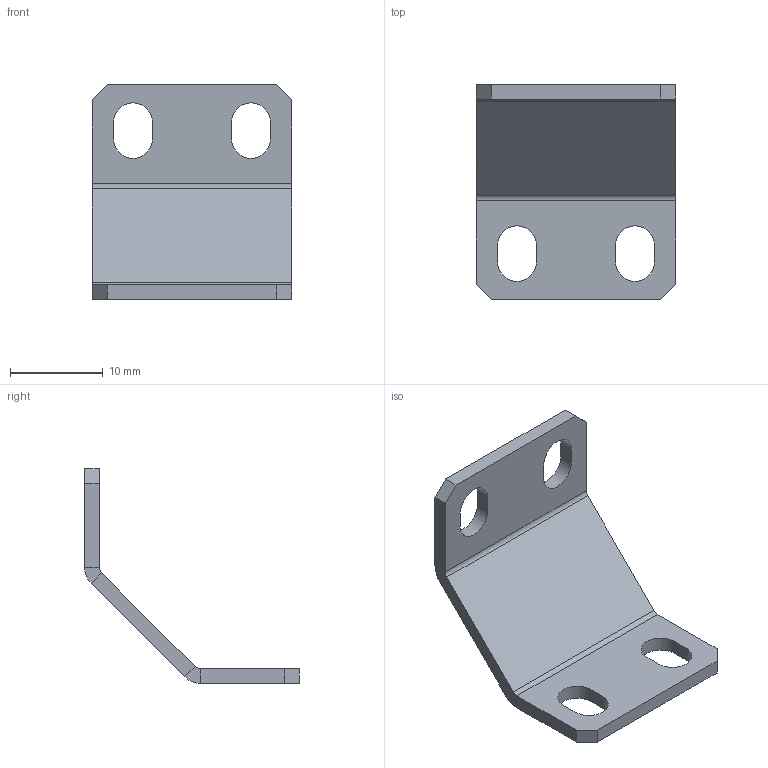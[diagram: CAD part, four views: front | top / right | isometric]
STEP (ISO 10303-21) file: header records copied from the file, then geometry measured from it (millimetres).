
FILE_DESCRIPTION(/* description */ ('STEP AP203'),/* implementation_level */ '2;1');
FILE_NAME(/* name */ '90 Deg Gusset 3d.ipt.step',/* time_stamp */ '2020-04-16T23:03:27-04:00',/* author */ (''),/* organization */ (''),/* preprocessor_version */ 'ST-DEVELOPER v17',/* originating_system */ 'Autodesk Inventor 2019',/* authorisation */ '');
FILE_SCHEMA (('AUTOMOTIVE_DESIGN { 1 0 10303 214 3 1 1 }'));
Length unit declared in the file: inch
Products named in the file (1): 90 Deg Gusset 3d
Bounding box: 21.44 x 23.11 x 23.11 mm (x, y, z)
Volume: 1142.4 mm3; surface area: 1737.5 mm2
Topology: 1 solids, 1 shells, 42 faces, 133 edges, 118 vertices
Faces by surface type: plane 30, cylinder 12
Entity records: 1472 total; most frequent: CARTESIAN_POINT 277, DIRECTION 246, ORIENTED_EDGE 208, EDGE_CURVE 104, AXIS2_PLACEMENT_3D 83, LINE 80, VECTOR 80, VERTEX_POINT 64
